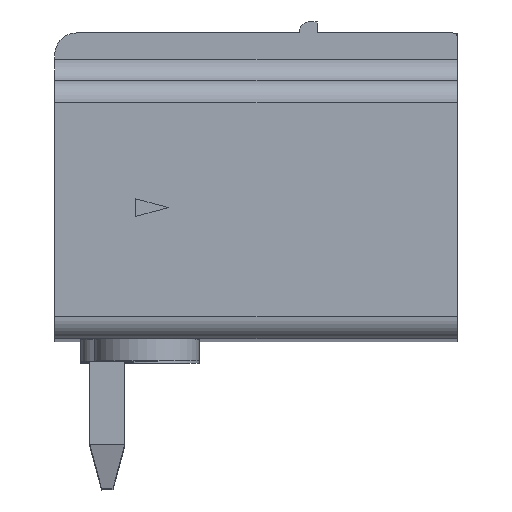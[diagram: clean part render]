
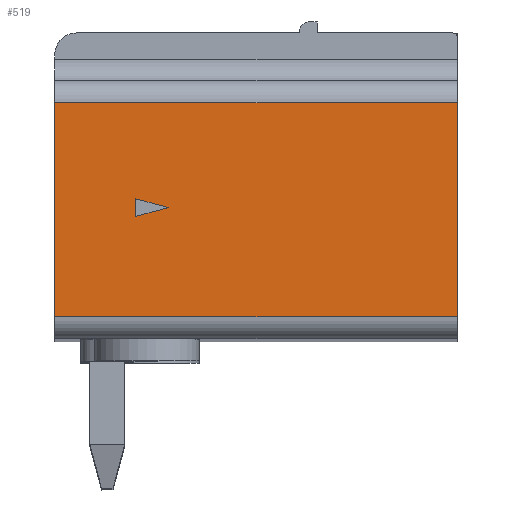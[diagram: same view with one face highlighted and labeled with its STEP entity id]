
A CAD part, top view. The second image highlights one B-rep face of the part: STEP entity #519.
In plain terms, the highlighted planar face has unit normal (0, 0, 1).
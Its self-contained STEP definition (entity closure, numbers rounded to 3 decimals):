
#519=ADVANCED_FACE('',(#1728,#1729),#1730,.T.);
#1728=FACE_OUTER_BOUND('',#3165,.T.);
#1729=FACE_BOUND('',#3166,.T.);
#1730=PLANE('',#3167);
#3165=EDGE_LOOP('',(#7418,#7419,#7420,#7421));
#3166=EDGE_LOOP('',(#7422,#7423,#7424));
#3167=AXIS2_PLACEMENT_3D('',#7425,#7426,#7427);
#7418=ORIENTED_EDGE('',*,*,#9200,.F.);
#7419=ORIENTED_EDGE('',*,*,#10136,.F.);
#7420=ORIENTED_EDGE('',*,*,#10219,.T.);
#7421=ORIENTED_EDGE('',*,*,#9527,.F.);
#7422=ORIENTED_EDGE('',*,*,#9093,.F.);
#7423=ORIENTED_EDGE('',*,*,#9099,.F.);
#7424=ORIENTED_EDGE('',*,*,#9153,.F.);
#7425=CARTESIAN_POINT('',(17.0,21.0,30.9));
#7426=DIRECTION('',(0.0,0.0,1.0));
#7427=DIRECTION('',(1.0,0.0,0.0));
#9093=EDGE_CURVE('',#10830,#10833,#10834,.T.);
#9099=EDGE_CURVE('',#10844,#10830,#10845,.T.);
#9153=EDGE_CURVE('',#10833,#10844,#10943,.T.);
#9200=EDGE_CURVE('',#11026,#11028,#11029,.T.);
#9527=EDGE_CURVE('',#11028,#11567,#11568,.T.);
#10136=EDGE_CURVE('',#12565,#11026,#12567,.T.);
#10219=EDGE_CURVE('',#12565,#11567,#12688,.T.);
#10830=VERTEX_POINT('',#13647);
#10833=VERTEX_POINT('',#13651);
#10834=LINE('',#13652,#13653);
#10844=VERTEX_POINT('',#13667);
#10845=LINE('',#13668,#13669);
#10943=LINE('',#14158,#14159);
#11026=VERTEX_POINT('',#14595);
#11028=VERTEX_POINT('',#14597);
#11029=LINE('',#14598,#14599);
#11567=VERTEX_POINT('',#16245);
#11568=LINE('',#16246,#16247);
#12565=VERTEX_POINT('',#18423);
#12567=LINE('',#18425,#18426);
#12688=LINE('',#20369,#20370);
#13647=CARTESIAN_POINT('',(19.6,24.,30.9));
#13651=CARTESIAN_POINT('',(18.85,24.201,30.9));
#13652=CARTESIAN_POINT('',(17.0,24.697,30.9));
#13653=VECTOR('',#22809,1.0);
#13667=CARTESIAN_POINT('',(18.85,23.799,30.9));
#13668=CARTESIAN_POINT('',(17.0,23.303,30.9));
#13669=VECTOR('',#22817,1.0);
#14158=CARTESIAN_POINT('',(18.85,21.0,30.9));
#14159=VECTOR('',#22879,1.0);
#14595=CARTESIAN_POINT('',(17.0,26.4,30.9));
#14597=CARTESIAN_POINT('',(26.2,26.4,30.9));
#14598=CARTESIAN_POINT('',(17.0,26.4,30.9));
#14599=VECTOR('',#22954,1.0);
#16245=CARTESIAN_POINT('',(26.2,21.5,30.9));
#16246=CARTESIAN_POINT('',(26.2,21.0,30.9));
#16247=VECTOR('',#23385,1.0);
#18423=CARTESIAN_POINT('',(17.0,21.5,30.9));
#18425=CARTESIAN_POINT('',(17.0,21.0,30.9));
#18426=VECTOR('',#24262,1.0);
#20369=CARTESIAN_POINT('',(17.0,21.5,30.9));
#20370=VECTOR('',#24396,1.0);
#22809=DIRECTION('',(-0.966,0.259,0.0));
#22817=DIRECTION('',(0.966,0.259,0.0));
#22879=DIRECTION('',(0.0,-1.0,0.0));
#22954=DIRECTION('',(1.0,0.0,0.0));
#23385=DIRECTION('',(0.0,-1.0,0.0));
#24262=DIRECTION('',(0.0,1.0,0.0));
#24396=DIRECTION('',(1.0,0.,0.0));
